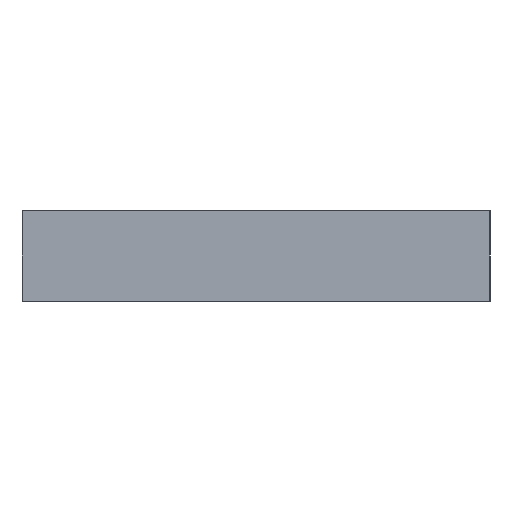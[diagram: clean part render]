
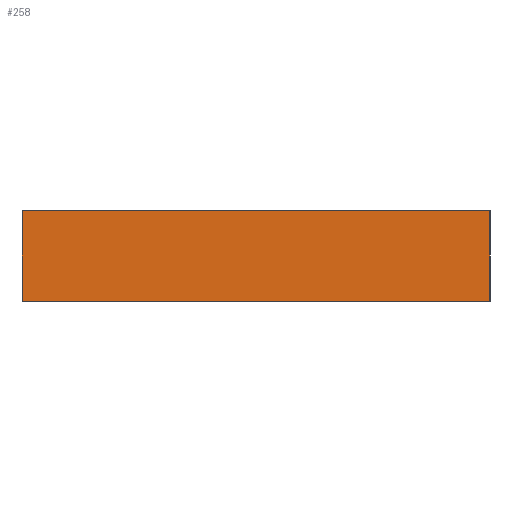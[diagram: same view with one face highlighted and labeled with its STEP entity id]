
A CAD part, left-side view. The second image highlights one B-rep face of the part: STEP entity #258.
In plain terms, the highlighted planar face has unit normal (-1, 0, 0).
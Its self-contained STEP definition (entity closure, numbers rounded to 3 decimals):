
#2 = VERTEX_POINT ( 'NONE', #1980 ) ;
#38 = DIRECTION ( 'NONE',  ( 0., 0., 1. ) ) ;
#189 = ORIENTED_EDGE ( 'NONE', *, *, #869, .T. ) ;
#210 = PLANE ( 'NONE',  #816 ) ;
#231 = CARTESIAN_POINT ( 'NONE',  ( -200., 75., 29. ) ) ;
#241 = VECTOR ( 'NONE', #2230, 1000. ) ;
#258 = ADVANCED_FACE ( 'NONE', ( #1772 ), #210, .F. ) ;
#263 = CARTESIAN_POINT ( 'NONE',  ( -200., -75., 29. ) ) ;
#284 = ORIENTED_EDGE ( 'NONE', *, *, #1982, .F. ) ;
#500 = VECTOR ( 'NONE', #1717, 1000. ) ;
#661 = ORIENTED_EDGE ( 'NONE', *, *, #1793, .F. ) ;
#706 = CARTESIAN_POINT ( 'NONE',  ( -200., -75., 29. ) ) ;
#725 = VERTEX_POINT ( 'NONE', #2200 ) ;
#740 = CARTESIAN_POINT ( 'NONE',  ( -200., 75., 29. ) ) ;
#816 = AXIS2_PLACEMENT_3D ( 'NONE', #921, #1610, #38 ) ;
#869 = EDGE_CURVE ( 'NONE', #1856, #1445, #953, .T. ) ;
#921 = CARTESIAN_POINT ( 'NONE',  ( -200., -75., 29. ) ) ;
#953 = LINE ( 'NONE', #2208, #993 ) ;
#993 = VECTOR ( 'NONE', #1315, 1000. ) ;
#1272 = CARTESIAN_POINT ( 'NONE',  ( -200., -75., 0. ) ) ;
#1282 = ORIENTED_EDGE ( 'NONE', *, *, #2078, .T. ) ;
#1315 = DIRECTION ( 'NONE',  ( 0., 1., 0. ) ) ;
#1431 = LINE ( 'NONE', #706, #500 ) ;
#1445 = VERTEX_POINT ( 'NONE', #740 ) ;
#1610 = DIRECTION ( 'NONE',  ( 1., 0., 0. ) ) ;
#1619 = LINE ( 'NONE', #231, #241 ) ;
#1645 = LINE ( 'NONE', #1272, #2258 ) ;
#1717 = DIRECTION ( 'NONE',  ( 0., 0., -1. ) ) ;
#1772 = FACE_OUTER_BOUND ( 'NONE', #2102, .T. ) ;
#1793 = EDGE_CURVE ( 'NONE', #725, #2, #1645, .T. ) ;
#1856 = VERTEX_POINT ( 'NONE', #263 ) ;
#1961 = DIRECTION ( 'NONE',  ( 0., 1., 0. ) ) ;
#1980 = CARTESIAN_POINT ( 'NONE',  ( -200., 75., 0. ) ) ;
#1982 = EDGE_CURVE ( 'NONE', #1856, #725, #1431, .T. ) ;
#2078 = EDGE_CURVE ( 'NONE', #1445, #2, #1619, .T. ) ;
#2102 = EDGE_LOOP ( 'NONE', ( #661, #284, #189, #1282 ) ) ;
#2200 = CARTESIAN_POINT ( 'NONE',  ( -200., -75., 0. ) ) ;
#2208 = CARTESIAN_POINT ( 'NONE',  ( -200., -75., 29. ) ) ;
#2230 = DIRECTION ( 'NONE',  ( 0., 0., -1. ) ) ;
#2258 = VECTOR ( 'NONE', #1961, 1000. ) ;
